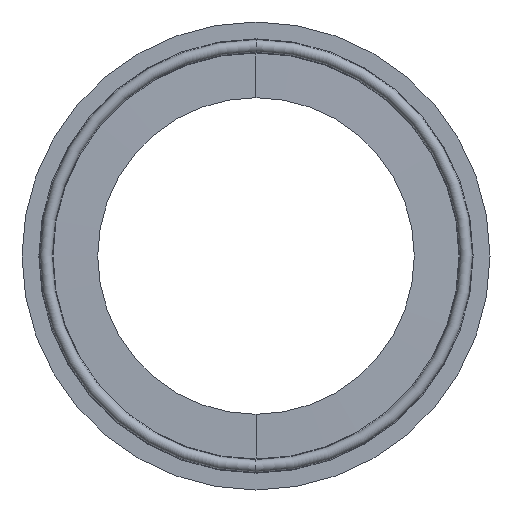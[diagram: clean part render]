
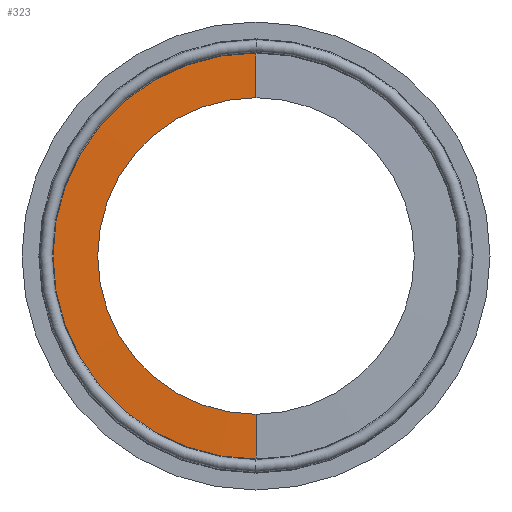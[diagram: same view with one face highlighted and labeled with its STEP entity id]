
A CAD part, left-side view. The second image highlights one B-rep face of the part: STEP entity #323.
In plain terms, the highlighted conical face has half-angle 89 degrees and reference radius 40.55 mm.
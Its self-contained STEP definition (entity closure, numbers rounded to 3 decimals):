
#26 = VERTEX_POINT ( 'NONE', #319 ) ;
#134 = CARTESIAN_POINT ( 'NONE',  ( -1.05, 0., 0. ) ) ;
#145 = VERTEX_POINT ( 'NONE', #207 ) ;
#161 = CARTESIAN_POINT ( 'NONE',  ( -1.05, 0., -31.455 ) ) ;
#167 = FACE_OUTER_BOUND ( 'NONE', #232, .T. ) ;
#186 = DIRECTION ( 'NONE',  ( 0., 0., -1. ) ) ;
#199 = ORIENTED_EDGE ( 'NONE', *, *, #548, .F. ) ;
#207 = CARTESIAN_POINT ( 'NONE',  ( -0.895, 0., -40.347 ) ) ;
#219 = VERTEX_POINT ( 'NONE', #161 ) ;
#220 = CIRCLE ( 'NONE', #626, 31.455 ) ;
#221 = CARTESIAN_POINT ( 'NONE',  ( -0.891, 0., -40.55 ) ) ;
#226 = VERTEX_POINT ( 'NONE', #311 ) ;
#232 = EDGE_LOOP ( 'NONE', ( #199, #369, #448, #572 ) ) ;
#253 = AXIS2_PLACEMENT_3D ( 'NONE', #424, #701, #429 ) ;
#264 = CIRCLE ( 'NONE', #253, 40.347 ) ;
#309 = DIRECTION ( 'NONE',  ( 1., 0., 0. ) ) ;
#311 = CARTESIAN_POINT ( 'NONE',  ( -1.05, 0., 31.455 ) ) ;
#319 = CARTESIAN_POINT ( 'NONE',  ( -0.895, 0., 40.347 ) ) ;
#323 = ADVANCED_FACE ( 'NONE', ( #167 ), #359, .T. ) ;
#359 = CONICAL_SURFACE ( 'NONE', #633, 40.55, 1.553 ) ;
#366 = DIRECTION ( 'NONE',  ( 0.017, 0., -1. ) ) ;
#369 = ORIENTED_EDGE ( 'NONE', *, *, #817, .T. ) ;
#376 = VECTOR ( 'NONE', #579, 1000. ) ;
#404 = VECTOR ( 'NONE', #366, 1000. ) ;
#424 = CARTESIAN_POINT ( 'NONE',  ( -0.895, 0., 0. ) ) ;
#429 = DIRECTION ( 'NONE',  ( 0., 0., -1. ) ) ;
#448 = ORIENTED_EDGE ( 'NONE', *, *, #622, .T. ) ;
#548 = EDGE_CURVE ( 'NONE', #226, #219, #220, .T. ) ;
#572 = ORIENTED_EDGE ( 'NONE', *, *, #796, .F. ) ;
#579 = DIRECTION ( 'NONE',  ( 0.017, 0., 1. ) ) ;
#622 = EDGE_CURVE ( 'NONE', #26, #145, #264, .T. ) ;
#626 = AXIS2_PLACEMENT_3D ( 'NONE', #134, #641, #843 ) ;
#633 = AXIS2_PLACEMENT_3D ( 'NONE', #727, #309, #186 ) ;
#641 = DIRECTION ( 'NONE',  ( -1., 0., 0. ) ) ;
#645 = CARTESIAN_POINT ( 'NONE',  ( -0.891, 0., 40.55 ) ) ;
#701 = DIRECTION ( 'NONE',  ( -1., 0., 0. ) ) ;
#727 = CARTESIAN_POINT ( 'NONE',  ( -0.891, 0., 0. ) ) ;
#796 = EDGE_CURVE ( 'NONE', #219, #145, #851, .T. ) ;
#817 = EDGE_CURVE ( 'NONE', #226, #26, #861, .T. ) ;
#843 = DIRECTION ( 'NONE',  ( 0., 0., 1. ) ) ;
#851 = LINE ( 'NONE', #221, #404 ) ;
#861 = LINE ( 'NONE', #645, #376 ) ;
